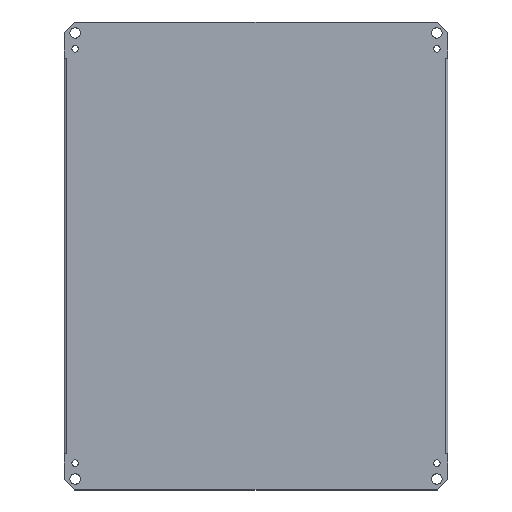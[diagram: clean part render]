
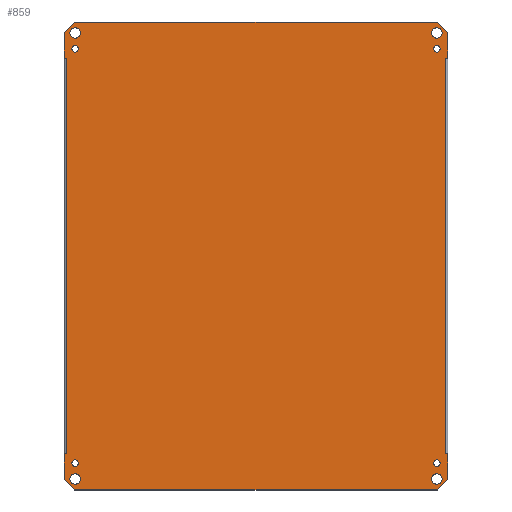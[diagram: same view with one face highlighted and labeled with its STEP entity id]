
A CAD part, top view. The second image highlights one B-rep face of the part: STEP entity #859.
In plain terms, the highlighted planar face has unit normal (0, 0, 1).
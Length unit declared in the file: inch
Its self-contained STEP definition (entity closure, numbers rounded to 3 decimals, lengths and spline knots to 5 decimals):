
#22=FACE_BOUND('',#137,.T.);
#23=FACE_BOUND('',#138,.T.);
#24=FACE_BOUND('',#139,.T.);
#25=FACE_BOUND('',#140,.T.);
#26=FACE_BOUND('',#141,.T.);
#27=FACE_BOUND('',#142,.T.);
#28=FACE_BOUND('',#143,.T.);
#29=FACE_BOUND('',#144,.T.);
#62=CIRCLE('',#916,0.25);
#63=CIRCLE('',#917,0.25);
#64=CIRCLE('',#918,0.25);
#65=CIRCLE('',#919,0.25);
#66=CIRCLE('',#920,0.15625);
#67=CIRCLE('',#921,0.15625);
#68=CIRCLE('',#922,0.15625);
#69=CIRCLE('',#923,0.15625);
#86=FACE_OUTER_BOUND('',#136,.T.);
#136=EDGE_LOOP('',(#634,#635,#636,#637,#638,#639,#640,#641,#642,#643,#644,
#645,#646,#647,#648,#649,#650,#651,#652,#653,#654,#655,#656,#657));
#137=EDGE_LOOP('',(#658));
#138=EDGE_LOOP('',(#659));
#139=EDGE_LOOP('',(#660));
#140=EDGE_LOOP('',(#661));
#141=EDGE_LOOP('',(#662));
#142=EDGE_LOOP('',(#663));
#143=EDGE_LOOP('',(#664));
#144=EDGE_LOOP('',(#665));
#188=LINE('',#1197,#276);
#197=LINE('',#1219,#285);
#199=LINE('',#1224,#287);
#202=LINE('',#1232,#290);
#205=LINE('',#1236,#293);
#207=LINE('',#1241,#295);
#210=LINE('',#1247,#298);
#229=LINE('',#1301,#317);
#230=LINE('',#1303,#318);
#231=LINE('',#1305,#319);
#232=LINE('',#1307,#320);
#233=LINE('',#1309,#321);
#234=LINE('',#1311,#322);
#235=LINE('',#1313,#323);
#236=LINE('',#1315,#324);
#237=LINE('',#1317,#325);
#238=LINE('',#1319,#326);
#239=LINE('',#1321,#327);
#240=LINE('',#1323,#328);
#241=LINE('',#1325,#329);
#242=LINE('',#1327,#330);
#243=LINE('',#1329,#331);
#244=LINE('',#1331,#332);
#245=LINE('',#1332,#333);
#276=VECTOR('',#971,0.0002);
#285=VECTOR('',#990,0.0002);
#287=VECTOR('',#998,18.764);
#290=VECTOR('',#1003,0.10955);
#293=VECTOR('',#1008,0.0002);
#295=VECTOR('',#1012,0.0002);
#298=VECTOR('',#1017,0.10955);
#317=VECTOR('',#1056,1.2178);
#318=VECTOR('',#1057,0.70711);
#319=VECTOR('',#1058,17.2);
#320=VECTOR('',#1059,0.70711);
#321=VECTOR('',#1060,1.2178);
#322=VECTOR('',#1061,0.10955);
#323=VECTOR('',#1062,0.0002);
#324=VECTOR('',#1063,0.0002);
#325=VECTOR('',#1064,18.764);
#326=VECTOR('',#1065,0.0002);
#327=VECTOR('',#1066,0.0002);
#328=VECTOR('',#1067,0.10955);
#329=VECTOR('',#1068,1.2178);
#330=VECTOR('',#1069,0.70711);
#331=VECTOR('',#1070,17.2);
#332=VECTOR('',#1071,0.70711);
#333=VECTOR('',#1072,1.2178);
#364=VERTEX_POINT('',#1194);
#365=VERTEX_POINT('',#1196);
#372=VERTEX_POINT('',#1216);
#373=VERTEX_POINT('',#1218);
#376=VERTEX_POINT('',#1229);
#377=VERTEX_POINT('',#1231);
#379=VERTEX_POINT('',#1240);
#381=VERTEX_POINT('',#1246);
#406=VERTEX_POINT('',#1300);
#407=VERTEX_POINT('',#1302);
#408=VERTEX_POINT('',#1304);
#409=VERTEX_POINT('',#1306);
#410=VERTEX_POINT('',#1308);
#411=VERTEX_POINT('',#1310);
#412=VERTEX_POINT('',#1312);
#413=VERTEX_POINT('',#1314);
#414=VERTEX_POINT('',#1316);
#415=VERTEX_POINT('',#1318);
#416=VERTEX_POINT('',#1320);
#417=VERTEX_POINT('',#1322);
#418=VERTEX_POINT('',#1324);
#419=VERTEX_POINT('',#1326);
#420=VERTEX_POINT('',#1328);
#421=VERTEX_POINT('',#1330);
#422=VERTEX_POINT('',#1333);
#423=VERTEX_POINT('',#1335);
#424=VERTEX_POINT('',#1337);
#425=VERTEX_POINT('',#1339);
#426=VERTEX_POINT('',#1341);
#427=VERTEX_POINT('',#1343);
#428=VERTEX_POINT('',#1345);
#429=VERTEX_POINT('',#1347);
#445=EDGE_CURVE('',#365,#364,#188,.T.);
#456=EDGE_CURVE('',#373,#372,#197,.T.);
#459=EDGE_CURVE('',#364,#373,#199,.T.);
#462=EDGE_CURVE('',#377,#376,#202,.T.);
#465=EDGE_CURVE('',#372,#377,#205,.T.);
#467=EDGE_CURVE('',#379,#365,#207,.T.);
#470=EDGE_CURVE('',#381,#379,#210,.T.);
#497=EDGE_CURVE('',#406,#376,#229,.T.);
#498=EDGE_CURVE('',#407,#406,#230,.T.);
#499=EDGE_CURVE('',#408,#407,#231,.T.);
#500=EDGE_CURVE('',#409,#408,#232,.T.);
#501=EDGE_CURVE('',#410,#409,#233,.T.);
#502=EDGE_CURVE('',#410,#411,#234,.T.);
#503=EDGE_CURVE('',#411,#412,#235,.T.);
#504=EDGE_CURVE('',#412,#413,#236,.T.);
#505=EDGE_CURVE('',#413,#414,#237,.T.);
#506=EDGE_CURVE('',#414,#415,#238,.T.);
#507=EDGE_CURVE('',#415,#416,#239,.T.);
#508=EDGE_CURVE('',#416,#417,#240,.T.);
#509=EDGE_CURVE('',#418,#417,#241,.T.);
#510=EDGE_CURVE('',#419,#418,#242,.T.);
#511=EDGE_CURVE('',#420,#419,#243,.T.);
#512=EDGE_CURVE('',#421,#420,#244,.T.);
#513=EDGE_CURVE('',#381,#421,#245,.T.);
#514=EDGE_CURVE('',#422,#422,#62,.T.);
#515=EDGE_CURVE('',#423,#423,#63,.T.);
#516=EDGE_CURVE('',#424,#424,#64,.T.);
#517=EDGE_CURVE('',#425,#425,#65,.T.);
#518=EDGE_CURVE('',#426,#426,#66,.T.);
#519=EDGE_CURVE('',#427,#427,#67,.T.);
#520=EDGE_CURVE('',#428,#428,#68,.T.);
#521=EDGE_CURVE('',#429,#429,#69,.T.);
#634=ORIENTED_EDGE('',*,*,#462,.T.);
#635=ORIENTED_EDGE('',*,*,#497,.F.);
#636=ORIENTED_EDGE('',*,*,#498,.F.);
#637=ORIENTED_EDGE('',*,*,#499,.F.);
#638=ORIENTED_EDGE('',*,*,#500,.F.);
#639=ORIENTED_EDGE('',*,*,#501,.F.);
#640=ORIENTED_EDGE('',*,*,#502,.T.);
#641=ORIENTED_EDGE('',*,*,#503,.T.);
#642=ORIENTED_EDGE('',*,*,#504,.T.);
#643=ORIENTED_EDGE('',*,*,#505,.T.);
#644=ORIENTED_EDGE('',*,*,#506,.T.);
#645=ORIENTED_EDGE('',*,*,#507,.T.);
#646=ORIENTED_EDGE('',*,*,#508,.T.);
#647=ORIENTED_EDGE('',*,*,#509,.F.);
#648=ORIENTED_EDGE('',*,*,#510,.F.);
#649=ORIENTED_EDGE('',*,*,#511,.F.);
#650=ORIENTED_EDGE('',*,*,#512,.F.);
#651=ORIENTED_EDGE('',*,*,#513,.F.);
#652=ORIENTED_EDGE('',*,*,#470,.T.);
#653=ORIENTED_EDGE('',*,*,#467,.T.);
#654=ORIENTED_EDGE('',*,*,#445,.T.);
#655=ORIENTED_EDGE('',*,*,#459,.T.);
#656=ORIENTED_EDGE('',*,*,#456,.T.);
#657=ORIENTED_EDGE('',*,*,#465,.T.);
#658=ORIENTED_EDGE('',*,*,#514,.T.);
#659=ORIENTED_EDGE('',*,*,#515,.T.);
#660=ORIENTED_EDGE('',*,*,#516,.T.);
#661=ORIENTED_EDGE('',*,*,#517,.T.);
#662=ORIENTED_EDGE('',*,*,#518,.T.);
#663=ORIENTED_EDGE('',*,*,#519,.T.);
#664=ORIENTED_EDGE('',*,*,#520,.T.);
#665=ORIENTED_EDGE('',*,*,#521,.T.);
#784=PLANE('',#915);
#859=ADVANCED_FACE('',(#86,#22,#23,#24,#25,#26,#27,#28,#29),#784,.T.);
#915=AXIS2_PLACEMENT_3D('',#1299,#1054,#1055);
#916=AXIS2_PLACEMENT_3D('',#1334,#1073,#1074);
#917=AXIS2_PLACEMENT_3D('',#1336,#1075,#1076);
#918=AXIS2_PLACEMENT_3D('',#1338,#1077,#1078);
#919=AXIS2_PLACEMENT_3D('',#1340,#1079,#1080);
#920=AXIS2_PLACEMENT_3D('',#1342,#1081,#1082);
#921=AXIS2_PLACEMENT_3D('',#1344,#1083,#1084);
#922=AXIS2_PLACEMENT_3D('',#1346,#1085,#1086);
#923=AXIS2_PLACEMENT_3D('',#1348,#1087,#1088);
#971=DIRECTION('',(1.,0.,0.));
#990=DIRECTION('',(-1.,0.,0.));
#998=DIRECTION('',(0.,1.,0.));
#1003=DIRECTION('',(1.,0.,0.));
#1008=DIRECTION('',(0.,1.,0.));
#1012=DIRECTION('',(0.,1.,0.));
#1017=DIRECTION('',(-1.,0.,0.));
#1054=DIRECTION('center_axis',(0.,0.,1.));
#1055=DIRECTION('ref_axis',(1.,0.,0.));
#1056=DIRECTION('',(0.,-1.,0.));
#1057=DIRECTION('',(0.707,-0.707,0.));
#1058=DIRECTION('',(1.,0.,0.));
#1059=DIRECTION('',(0.707,0.707,0.));
#1060=DIRECTION('',(0.,1.,0.));
#1061=DIRECTION('',(1.,0.,0.));
#1062=DIRECTION('',(0.,-1.,0.));
#1063=DIRECTION('',(-1.,0.,0.));
#1064=DIRECTION('',(0.,-1.,0.));
#1065=DIRECTION('',(1.,0.,0.));
#1066=DIRECTION('',(0.,-1.,0.));
#1067=DIRECTION('',(-1.,0.,0.));
#1068=DIRECTION('',(0.,1.,0.));
#1069=DIRECTION('',(-0.707,0.707,0.));
#1070=DIRECTION('',(-1.,0.,0.));
#1071=DIRECTION('',(-0.707,-0.707,0.));
#1072=DIRECTION('',(0.,-1.,0.));
#1073=DIRECTION('center_axis',(0.,0.,-1.));
#1074=DIRECTION('ref_axis',(-1.,0.,0.));
#1075=DIRECTION('center_axis',(0.,0.,-1.));
#1076=DIRECTION('ref_axis',(-1.,0.,0.));
#1077=DIRECTION('center_axis',(0.,0.,-1.));
#1078=DIRECTION('ref_axis',(-1.,0.,0.));
#1079=DIRECTION('center_axis',(0.,0.,-1.));
#1080=DIRECTION('ref_axis',(-1.,0.,0.));
#1081=DIRECTION('center_axis',(0.,0.,-1.));
#1082=DIRECTION('ref_axis',(-1.,0.,0.));
#1083=DIRECTION('center_axis',(0.,0.,-1.));
#1084=DIRECTION('ref_axis',(-1.,0.,0.));
#1085=DIRECTION('center_axis',(0.,0.,-1.));
#1086=DIRECTION('ref_axis',(-1.,0.,0.));
#1087=DIRECTION('center_axis',(0.,0.,-1.));
#1088=DIRECTION('ref_axis',(-1.,0.,0.));
#1194=CARTESIAN_POINT('',(18.09065,1.718,0.09375));
#1196=CARTESIAN_POINT('',(18.09045,1.718,0.09375));
#1197=CARTESIAN_POINT('',(13.65,1.718,0.09375));
#1216=CARTESIAN_POINT('',(18.09045,20.482,0.09375));
#1218=CARTESIAN_POINT('',(18.09065,20.482,0.09375));
#1219=CARTESIAN_POINT('',(13.59523,20.482,0.09375));
#1224=CARTESIAN_POINT('',(18.09065,6.409,0.09375));
#1229=CARTESIAN_POINT('',(18.2,20.4822,0.09375));
#1231=CARTESIAN_POINT('',(18.09045,20.4822,0.09375));
#1232=CARTESIAN_POINT('',(13.65,20.4822,0.09375));
#1236=CARTESIAN_POINT('',(18.09045,15.7911,0.09375));
#1240=CARTESIAN_POINT('',(18.09045,1.7178,0.09375));
#1241=CARTESIAN_POINT('',(18.09045,6.409,0.09375));
#1246=CARTESIAN_POINT('',(18.2,1.7178,0.09375));
#1247=CARTESIAN_POINT('',(13.59523,1.7178,0.09375));
#1299=CARTESIAN_POINT('Origin',(9.1,11.1,0.09375));
#1300=CARTESIAN_POINT('',(18.2,21.7,0.09375));
#1301=CARTESIAN_POINT('',(18.2,0.,0.09375));
#1302=CARTESIAN_POINT('',(17.7,22.2,0.09375));
#1303=CARTESIAN_POINT('',(18.45,21.45,0.09375));
#1304=CARTESIAN_POINT('',(0.5,22.2,0.09375));
#1305=CARTESIAN_POINT('',(18.2,22.2,0.09375));
#1306=CARTESIAN_POINT('',(0.,21.7,0.09375));
#1307=CARTESIAN_POINT('',(-0.25,21.45,0.09375));
#1308=CARTESIAN_POINT('',(0.,20.4822,0.09375));
#1309=CARTESIAN_POINT('',(0.,22.2,0.09375));
#1310=CARTESIAN_POINT('',(0.10955,20.4822,0.09375));
#1311=CARTESIAN_POINT('',(4.60477,20.4822,0.09375));
#1312=CARTESIAN_POINT('',(0.10955,20.482,0.09375));
#1313=CARTESIAN_POINT('',(0.10955,15.791,0.09375));
#1314=CARTESIAN_POINT('',(0.10935,20.482,0.09375));
#1315=CARTESIAN_POINT('',(4.55,20.482,0.09375));
#1316=CARTESIAN_POINT('',(0.10935,1.718,0.09375));
#1317=CARTESIAN_POINT('',(0.10935,15.791,0.09375));
#1318=CARTESIAN_POINT('',(0.10955,1.718,0.09375));
#1319=CARTESIAN_POINT('',(4.60477,1.718,0.09375));
#1320=CARTESIAN_POINT('',(0.10955,1.7178,0.09375));
#1321=CARTESIAN_POINT('',(0.10955,6.4089,0.09375));
#1322=CARTESIAN_POINT('',(0.,1.7178,0.09375));
#1323=CARTESIAN_POINT('',(4.55,1.7178,0.09375));
#1324=CARTESIAN_POINT('',(0.,0.5,0.09375));
#1325=CARTESIAN_POINT('',(0.,22.2,0.09375));
#1326=CARTESIAN_POINT('',(0.5,0.,0.09375));
#1327=CARTESIAN_POINT('',(-0.25,0.75,0.09375));
#1328=CARTESIAN_POINT('',(17.7,0.,0.09375));
#1329=CARTESIAN_POINT('',(0.,0.,0.09375));
#1330=CARTESIAN_POINT('',(18.2,0.5,0.09375));
#1331=CARTESIAN_POINT('',(18.45,0.75,0.09375));
#1332=CARTESIAN_POINT('',(18.2,0.,0.09375));
#1333=CARTESIAN_POINT('',(17.93,21.68,0.09375));
#1334=CARTESIAN_POINT('Origin',(17.68,21.68,0.09375));
#1335=CARTESIAN_POINT('',(0.77,21.68,0.09375));
#1336=CARTESIAN_POINT('Origin',(0.52,21.68,0.09375));
#1337=CARTESIAN_POINT('',(0.77,0.52,0.09375));
#1338=CARTESIAN_POINT('Origin',(0.52,0.52,0.09375));
#1339=CARTESIAN_POINT('',(17.93,0.52,0.09375));
#1340=CARTESIAN_POINT('Origin',(17.68,0.52,0.09375));
#1341=CARTESIAN_POINT('',(17.83625,20.93,0.09375));
#1342=CARTESIAN_POINT('Origin',(17.68,20.93,0.09375));
#1343=CARTESIAN_POINT('',(0.67625,20.93,0.09375));
#1344=CARTESIAN_POINT('Origin',(0.52,20.93,0.09375));
#1345=CARTESIAN_POINT('',(0.67625,1.27,0.09375));
#1346=CARTESIAN_POINT('Origin',(0.52,1.27,0.09375));
#1347=CARTESIAN_POINT('',(17.83625,1.27,0.09375));
#1348=CARTESIAN_POINT('Origin',(17.68,1.27,0.09375));
